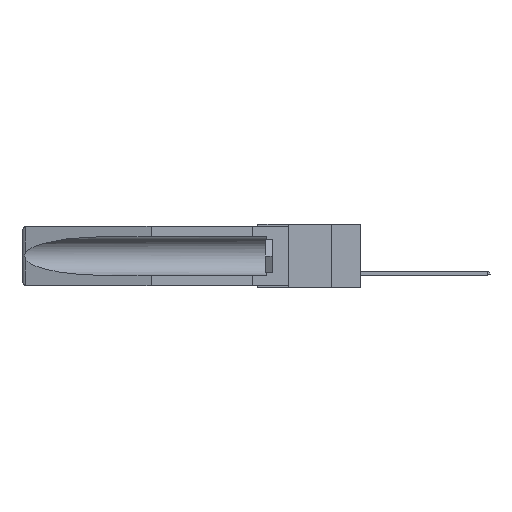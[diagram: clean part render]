
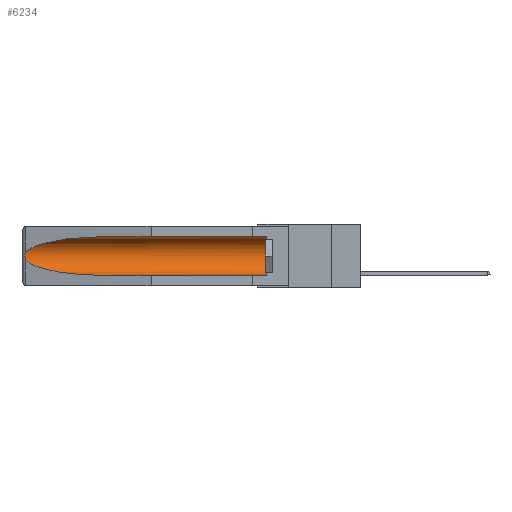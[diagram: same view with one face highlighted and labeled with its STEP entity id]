
A CAD part, left-side view. The second image highlights one B-rep face of the part: STEP entity #6234.
In plain terms, the highlighted cylindrical face has radius 2.857 mm (diameter 5.715 mm), a partial arc.
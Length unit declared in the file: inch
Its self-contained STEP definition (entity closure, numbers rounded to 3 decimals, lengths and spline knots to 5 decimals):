
#252 = CARTESIAN_POINT ( 'NONE',  ( 0.2675, 1.53308, -0.16763 ) ) ;
#685 = CARTESIAN_POINT ( 'NONE',  ( 0.155, 0.126, -0.284 ) ) ;
#738 = VERTEX_POINT ( 'NONE', #19616 ) ;
#1090 = CARTESIAN_POINT ( 'NONE',  ( 0.155, 1.07973, -0.284 ) ) ;
#1547 = VECTOR ( 'NONE', #14546, 39.37008 ) ;
#1668 = EDGE_CURVE ( 'NONE', #16651, #22365, #14156, .T. ) ;
#2195 = CARTESIAN_POINT ( 'NONE',  ( 0.26597, 1.5296, -0.19026 ) ) ;
#2446 = CARTESIAN_POINT ( 'NONE',  ( 0.26597, 1.52961, -0.15275 ) ) ;
#2773 = VECTOR ( 'NONE', #17126, 39.37008 ) ;
#2996 = CARTESIAN_POINT ( 'NONE',  ( 0.155, 1.07973, -0.059 ) ) ;
#3572 = EDGE_CURVE ( 'NONE', #16651, #738, #19738, .T. ) ;
#4775 = CARTESIAN_POINT ( 'NONE',  ( 0.26537, 1.52718, -0.19328 ) ) ;
#5272 = FACE_OUTER_BOUND ( 'NONE', #14564, .T. ) ;
#5365 = CARTESIAN_POINT ( 'NONE',  ( 0.26537, 1.52718, -0.14972 ) ) ;
#5408 = CARTESIAN_POINT ( 'NONE',  ( 0.25451, 1.48313, -0.24835 ) ) ;
#5422 =( BOUNDED_CURVE ( )  B_SPLINE_CURVE ( 3, ( #2996, #6993, #13055, #10979 ),
 .UNSPECIFIED., .F., .F. ) 
 B_SPLINE_CURVE_WITH_KNOTS ( ( 4, 4 ),
 ( 4.71239, 6.08839 ),
 .UNSPECIFIED. ) 
 CURVE ( )  GEOMETRIC_REPRESENTATION_ITEM ( )  RATIONAL_B_SPLINE_CURVE ( ( 1., 0.848, 0.848, 1. ) ) 
 REPRESENTATION_ITEM ( '' )  );
#5763 = EDGE_CURVE ( 'NONE', #738, #15836, #21118, .T. ) ;
#6234 = ADVANCED_FACE ( 'NONE', ( #5272 ), #25543, .F. ) ;
#6438 = CARTESIAN_POINT ( 'NONE',  ( 0.2675, 1.53308, -0.17534 ) ) ;
#6523 = CARTESIAN_POINT ( 'NONE',  ( 0.26655, 1.53094, -0.18657 ) ) ;
#6742 = DIRECTION ( 'NONE',  ( 0., -1., 0. ) ) ;
#6911 = CARTESIAN_POINT ( 'NONE',  ( 0.155, 1.07973, -0.059 ) ) ;
#6993 = CARTESIAN_POINT ( 'NONE',  ( 0.21114, 1.30732, -0.059 ) ) ;
#7359 = CARTESIAN_POINT ( 'NONE',  ( 0.26537, 1.52718, -0.19328 ) ) ;
#7978 = ORIENTED_EDGE ( 'NONE', *, *, #20433, .T. ) ;
#8402 = CARTESIAN_POINT ( 'NONE',  ( 0.155, -0.30754, -0.284 ) ) ;
#9481 = CARTESIAN_POINT ( 'NONE',  ( 0.155, -0.30754, -0.1715 ) ) ;
#10311 = CARTESIAN_POINT ( 'NONE',  ( 0.26537, 1.52718, -0.14972 ) ) ;
#10581 = EDGE_CURVE ( 'NONE', #14117, #22365, #25361, .T. ) ;
#10979 = CARTESIAN_POINT ( 'NONE',  ( 0.26537, 1.52718, -0.14972 ) ) ;
#11429 = CARTESIAN_POINT ( 'NONE',  ( 0.21114, 1.30732, -0.284 ) ) ;
#11450 = EDGE_CURVE ( 'NONE', #15379, #14117, #26231, .T. ) ;
#12523 = CARTESIAN_POINT ( 'NONE',  ( 0.26654, 1.53092, -0.15636 ) ) ;
#12879 = CARTESIAN_POINT ( 'NONE',  ( 0.155, -0.30754, -0.059 ) ) ;
#13055 = CARTESIAN_POINT ( 'NONE',  ( 0.25451, 1.48313, -0.09465 ) ) ;
#13108 = ORIENTED_EDGE ( 'NONE', *, *, #1668, .F. ) ;
#13425 = DIRECTION ( 'NONE',  ( 0., 1., 0. ) ) ;
#14117 = VERTEX_POINT ( 'NONE', #4775 ) ;
#14156 = LINE ( 'NONE', #8402, #1547 ) ;
#14546 = DIRECTION ( 'NONE',  ( 0., 1., 0. ) ) ;
#14564 = EDGE_LOOP ( 'NONE', ( #7978, #24225, #17715, #13108, #25958, #16151 ) ) ;
#15379 = VERTEX_POINT ( 'NONE', #5365 ) ;
#15836 = VERTEX_POINT ( 'NONE', #6911 ) ;
#16151 = ORIENTED_EDGE ( 'NONE', *, *, #5763, .T. ) ;
#16576 = CARTESIAN_POINT ( 'NONE',  ( 0.2673, 1.53269, -0.17917 ) ) ;
#16651 = VERTEX_POINT ( 'NONE', #685 ) ;
#17126 = DIRECTION ( 'NONE',  ( 0., 1., 0. ) ) ;
#17715 = ORIENTED_EDGE ( 'NONE', *, *, #10581, .T. ) ;
#19548 = CARTESIAN_POINT ( 'NONE',  ( 0.155, 1.07973, -0.284 ) ) ;
#19616 = CARTESIAN_POINT ( 'NONE',  ( 0.155, 0.126, -0.059 ) ) ;
#19738 = CIRCLE ( 'NONE', #19769, 0.1125 ) ;
#19769 = AXIS2_PLACEMENT_3D ( 'NONE', #22943, #6742, #20947 ) ;
#20433 = EDGE_CURVE ( 'NONE', #15836, #15379, #5422, .T. ) ;
#20564 = CARTESIAN_POINT ( 'NONE',  ( 0.2673, 1.5327, -0.16383 ) ) ;
#20641 = CARTESIAN_POINT ( 'NONE',  ( 0.26537, 1.52718, -0.19328 ) ) ;
#20947 = DIRECTION ( 'NONE',  ( 0., 0., 1. ) ) ;
#21118 = LINE ( 'NONE', #12879, #2773 ) ;
#21399 = DIRECTION ( 'NONE',  ( 0., 0., 1. ) ) ;
#22365 = VERTEX_POINT ( 'NONE', #1090 ) ;
#22943 = CARTESIAN_POINT ( 'NONE',  ( 0.155, 0.126, -0.1715 ) ) ;
#24225 = ORIENTED_EDGE ( 'NONE', *, *, #11450, .T. ) ;
#25361 =( BOUNDED_CURVE ( )  B_SPLINE_CURVE ( 3, ( #7359, #5408, #11429, #19548 ),
 .UNSPECIFIED., .F., .F. ) 
 B_SPLINE_CURVE_WITH_KNOTS ( ( 4, 4 ),
 ( 0.1948, 1.5708 ),
 .UNSPECIFIED. ) 
 CURVE ( )  GEOMETRIC_REPRESENTATION_ITEM ( )  RATIONAL_B_SPLINE_CURVE ( ( 1., 0.848, 0.848, 1. ) ) 
 REPRESENTATION_ITEM ( '' )  );
#25543 = CYLINDRICAL_SURFACE ( 'NONE', #25612, 0.1125 ) ;
#25612 = AXIS2_PLACEMENT_3D ( 'NONE', #9481, #13425, #21399 ) ;
#25958 = ORIENTED_EDGE ( 'NONE', *, *, #3572, .T. ) ;
#26231 = B_SPLINE_CURVE_WITH_KNOTS ( 'NONE', 3,
 ( #10311, #2446, #12523, #20564, #252, #6438, #16576, #6523, #2195, #20641 ),
 .UNSPECIFIED., .F., .F.,
 ( 4, 2, 2, 2, 4 ),
 ( 0., 0.00029, 0.00058, 0.00087, 0.00117 ),
 .UNSPECIFIED. ) ;
